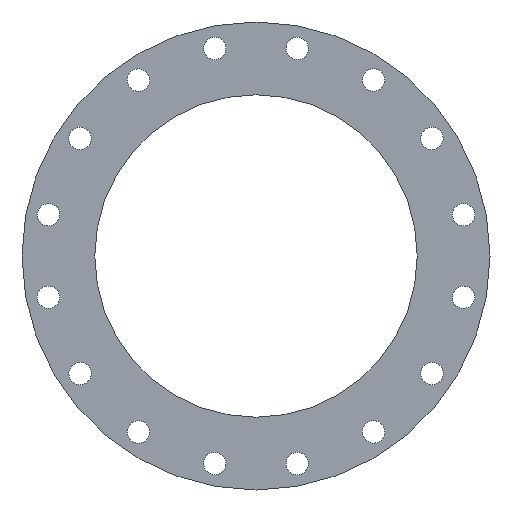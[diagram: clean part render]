
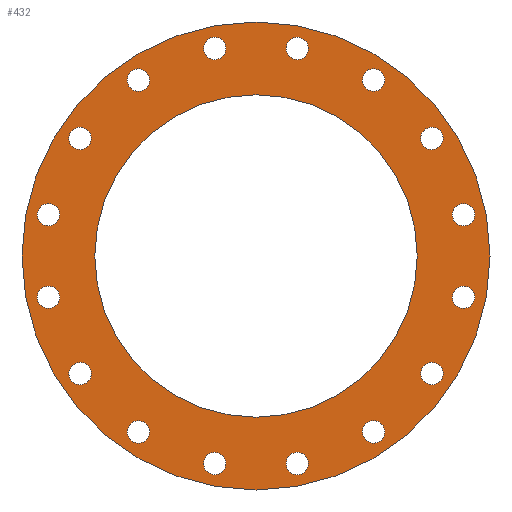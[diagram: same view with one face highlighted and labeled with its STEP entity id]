
A CAD part, front view. The second image highlights one B-rep face of the part: STEP entity #432.
In plain terms, the highlighted planar face has unit normal (0, -1, 0).
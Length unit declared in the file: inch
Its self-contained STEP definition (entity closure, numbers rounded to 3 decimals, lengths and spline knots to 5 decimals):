
#32=FACE_BOUND('',#108,.T.);
#33=FACE_BOUND('',#109,.T.);
#34=FACE_BOUND('',#110,.T.);
#35=FACE_BOUND('',#111,.T.);
#36=FACE_BOUND('',#112,.T.);
#37=FACE_BOUND('',#113,.T.);
#38=FACE_BOUND('',#114,.T.);
#39=FACE_BOUND('',#115,.T.);
#40=FACE_BOUND('',#116,.T.);
#41=FACE_BOUND('',#117,.T.);
#42=FACE_BOUND('',#118,.T.);
#43=FACE_BOUND('',#119,.T.);
#44=FACE_BOUND('',#120,.T.);
#45=FACE_BOUND('',#121,.T.);
#46=FACE_BOUND('',#122,.T.);
#47=FACE_BOUND('',#123,.T.);
#48=FACE_BOUND('',#124,.T.);
#50=PLANE('',#510);
#70=FACE_OUTER_BOUND('',#107,.T.);
#107=EDGE_LOOP('',(#377));
#108=EDGE_LOOP('',(#378));
#109=EDGE_LOOP('',(#379));
#110=EDGE_LOOP('',(#380));
#111=EDGE_LOOP('',(#381));
#112=EDGE_LOOP('',(#382));
#113=EDGE_LOOP('',(#383));
#114=EDGE_LOOP('',(#384));
#115=EDGE_LOOP('',(#385));
#116=EDGE_LOOP('',(#386));
#117=EDGE_LOOP('',(#387));
#118=EDGE_LOOP('',(#388));
#119=EDGE_LOOP('',(#389));
#120=EDGE_LOOP('',(#390));
#121=EDGE_LOOP('',(#391));
#122=EDGE_LOOP('',(#392));
#123=EDGE_LOOP('',(#393));
#124=EDGE_LOOP('',(#394));
#161=CIRCLE('',#456,0.5625);
#163=CIRCLE('',#459,0.5625);
#165=CIRCLE('',#462,0.5625);
#167=CIRCLE('',#465,0.5625);
#169=CIRCLE('',#468,0.5625);
#171=CIRCLE('',#471,0.5625);
#173=CIRCLE('',#474,0.5625);
#175=CIRCLE('',#477,0.5625);
#177=CIRCLE('',#480,0.5625);
#179=CIRCLE('',#483,0.5625);
#181=CIRCLE('',#486,0.5625);
#183=CIRCLE('',#489,0.5625);
#185=CIRCLE('',#492,0.5625);
#187=CIRCLE('',#495,0.5625);
#189=CIRCLE('',#498,0.5625);
#191=CIRCLE('',#501,0.5625);
#194=CIRCLE('',#505,8.095);
#196=CIRCLE('',#508,11.75);
#197=VERTEX_POINT('',#645);
#199=VERTEX_POINT('',#651);
#201=VERTEX_POINT('',#657);
#203=VERTEX_POINT('',#663);
#205=VERTEX_POINT('',#669);
#207=VERTEX_POINT('',#675);
#209=VERTEX_POINT('',#681);
#211=VERTEX_POINT('',#687);
#213=VERTEX_POINT('',#693);
#215=VERTEX_POINT('',#699);
#217=VERTEX_POINT('',#705);
#219=VERTEX_POINT('',#711);
#221=VERTEX_POINT('',#717);
#223=VERTEX_POINT('',#723);
#225=VERTEX_POINT('',#729);
#227=VERTEX_POINT('',#735);
#230=VERTEX_POINT('',#743);
#232=VERTEX_POINT('',#749);
#233=EDGE_CURVE('',#197,#197,#161,.T.);
#236=EDGE_CURVE('',#199,#199,#163,.T.);
#239=EDGE_CURVE('',#201,#201,#165,.T.);
#242=EDGE_CURVE('',#203,#203,#167,.T.);
#245=EDGE_CURVE('',#205,#205,#169,.T.);
#248=EDGE_CURVE('',#207,#207,#171,.T.);
#251=EDGE_CURVE('',#209,#209,#173,.T.);
#254=EDGE_CURVE('',#211,#211,#175,.T.);
#257=EDGE_CURVE('',#213,#213,#177,.T.);
#260=EDGE_CURVE('',#215,#215,#179,.T.);
#263=EDGE_CURVE('',#217,#217,#181,.T.);
#266=EDGE_CURVE('',#219,#219,#183,.T.);
#269=EDGE_CURVE('',#221,#221,#185,.T.);
#272=EDGE_CURVE('',#223,#223,#187,.T.);
#275=EDGE_CURVE('',#225,#225,#189,.T.);
#278=EDGE_CURVE('',#227,#227,#191,.T.);
#283=EDGE_CURVE('',#230,#230,#194,.T.);
#286=EDGE_CURVE('',#232,#232,#196,.T.);
#377=ORIENTED_EDGE('',*,*,#286,.F.);
#378=ORIENTED_EDGE('',*,*,#233,.T.);
#379=ORIENTED_EDGE('',*,*,#236,.T.);
#380=ORIENTED_EDGE('',*,*,#239,.T.);
#381=ORIENTED_EDGE('',*,*,#242,.T.);
#382=ORIENTED_EDGE('',*,*,#245,.T.);
#383=ORIENTED_EDGE('',*,*,#248,.T.);
#384=ORIENTED_EDGE('',*,*,#251,.T.);
#385=ORIENTED_EDGE('',*,*,#254,.T.);
#386=ORIENTED_EDGE('',*,*,#257,.T.);
#387=ORIENTED_EDGE('',*,*,#260,.T.);
#388=ORIENTED_EDGE('',*,*,#263,.T.);
#389=ORIENTED_EDGE('',*,*,#266,.T.);
#390=ORIENTED_EDGE('',*,*,#269,.T.);
#391=ORIENTED_EDGE('',*,*,#272,.T.);
#392=ORIENTED_EDGE('',*,*,#275,.T.);
#393=ORIENTED_EDGE('',*,*,#278,.T.);
#394=ORIENTED_EDGE('',*,*,#283,.F.);
#432=ADVANCED_FACE('',(#70,#32,#33,#34,#35,#36,#37,#38,#39,#40,#41,#42,
#43,#44,#45,#46,#47,#48),#50,.F.);
#456=AXIS2_PLACEMENT_3D('',#646,#515,#516);
#459=AXIS2_PLACEMENT_3D('',#652,#522,#523);
#462=AXIS2_PLACEMENT_3D('',#658,#529,#530);
#465=AXIS2_PLACEMENT_3D('',#664,#536,#537);
#468=AXIS2_PLACEMENT_3D('',#670,#543,#544);
#471=AXIS2_PLACEMENT_3D('',#676,#550,#551);
#474=AXIS2_PLACEMENT_3D('',#682,#557,#558);
#477=AXIS2_PLACEMENT_3D('',#688,#564,#565);
#480=AXIS2_PLACEMENT_3D('',#694,#571,#572);
#483=AXIS2_PLACEMENT_3D('',#700,#578,#579);
#486=AXIS2_PLACEMENT_3D('',#706,#585,#586);
#489=AXIS2_PLACEMENT_3D('',#712,#592,#593);
#492=AXIS2_PLACEMENT_3D('',#718,#599,#600);
#495=AXIS2_PLACEMENT_3D('',#724,#606,#607);
#498=AXIS2_PLACEMENT_3D('',#730,#613,#614);
#501=AXIS2_PLACEMENT_3D('',#736,#620,#621);
#505=AXIS2_PLACEMENT_3D('',#745,#630,#631);
#508=AXIS2_PLACEMENT_3D('',#751,#637,#638);
#510=AXIS2_PLACEMENT_3D('',#753,#641,#642);
#515=DIRECTION('center_axis',(0.,1.,0.));
#516=DIRECTION('ref_axis',(-0.924,0.,-0.383));
#522=DIRECTION('center_axis',(0.,1.,0.));
#523=DIRECTION('ref_axis',(-0.707,0.,-0.707));
#529=DIRECTION('center_axis',(0.,1.,0.));
#530=DIRECTION('ref_axis',(-0.383,0.,-0.924));
#536=DIRECTION('center_axis',(0.,1.,0.));
#537=DIRECTION('ref_axis',(0.,0.,-1.));
#543=DIRECTION('center_axis',(0.,1.,0.));
#544=DIRECTION('ref_axis',(0.383,0.,-0.924));
#550=DIRECTION('center_axis',(0.,1.,0.));
#551=DIRECTION('ref_axis',(0.707,0.,-0.707));
#557=DIRECTION('center_axis',(0.,1.,0.));
#558=DIRECTION('ref_axis',(0.924,0.,-0.383));
#564=DIRECTION('center_axis',(0.,1.,0.));
#565=DIRECTION('ref_axis',(1.,0.,0.));
#571=DIRECTION('center_axis',(0.,1.,0.));
#572=DIRECTION('ref_axis',(0.924,0.,0.383));
#578=DIRECTION('center_axis',(0.,1.,0.));
#579=DIRECTION('ref_axis',(0.707,0.,0.707));
#585=DIRECTION('center_axis',(0.,1.,0.));
#586=DIRECTION('ref_axis',(0.383,0.,0.924));
#592=DIRECTION('center_axis',(0.,1.,0.));
#593=DIRECTION('ref_axis',(0.,0.,1.));
#599=DIRECTION('center_axis',(0.,1.,0.));
#600=DIRECTION('ref_axis',(-0.383,0.,0.924));
#606=DIRECTION('center_axis',(0.,1.,0.));
#607=DIRECTION('ref_axis',(-0.707,0.,0.707));
#613=DIRECTION('center_axis',(0.,1.,0.));
#614=DIRECTION('ref_axis',(-0.924,0.,0.383));
#620=DIRECTION('center_axis',(0.,1.,0.));
#621=DIRECTION('ref_axis',(-1.,0.,0.));
#630=DIRECTION('center_axis',(0.,-1.,0.));
#631=DIRECTION('ref_axis',(1.,0.,0.));
#637=DIRECTION('center_axis',(0.,1.,0.));
#638=DIRECTION('ref_axis',(-1.,0.,0.));
#641=DIRECTION('center_axis',(0.,1.,0.));
#642=DIRECTION('ref_axis',(0.,0.,1.));
#645=CARTESIAN_POINT('',(6.42262,0.,-8.61911));
#646=CARTESIAN_POINT('Origin',(5.90293,0.,-8.83436));
#651=CARTESIAN_POINT('',(9.23211,0.,-5.50519));
#652=CARTESIAN_POINT('Origin',(8.83436,0.,-5.90293));
#657=CARTESIAN_POINT('',(10.6361,0.,-1.55315));
#658=CARTESIAN_POINT('Origin',(10.42084,0.,-2.07283));
#663=CARTESIAN_POINT('',(10.42084,0.,2.63533));
#664=CARTESIAN_POINT('Origin',(10.42084,0.,2.07283));
#669=CARTESIAN_POINT('',(8.61911,0.,6.42262));
#670=CARTESIAN_POINT('Origin',(8.83436,0.,5.90293));
#675=CARTESIAN_POINT('',(5.50519,0.,9.23211));
#676=CARTESIAN_POINT('Origin',(5.90293,0.,8.83436));
#681=CARTESIAN_POINT('',(1.55315,0.,10.6361));
#682=CARTESIAN_POINT('Origin',(2.07283,0.,10.42084));
#687=CARTESIAN_POINT('',(-2.63533,0.,10.42084));
#688=CARTESIAN_POINT('Origin',(-2.07283,0.,10.42084));
#693=CARTESIAN_POINT('',(-6.42262,0.,8.61911));
#694=CARTESIAN_POINT('Origin',(-5.90293,0.,8.83436));
#699=CARTESIAN_POINT('',(-9.23211,0.,5.50519));
#700=CARTESIAN_POINT('Origin',(-8.83436,0.,5.90293));
#705=CARTESIAN_POINT('',(-10.6361,0.,1.55315));
#706=CARTESIAN_POINT('Origin',(-10.42084,0.,2.07283));
#711=CARTESIAN_POINT('',(-10.42084,0.,-2.63533));
#712=CARTESIAN_POINT('Origin',(-10.42084,0.,-2.07283));
#717=CARTESIAN_POINT('',(-8.61911,0.,-6.42262));
#718=CARTESIAN_POINT('Origin',(-8.83436,0.,-5.90293));
#723=CARTESIAN_POINT('',(-5.50519,0.,-9.23211));
#724=CARTESIAN_POINT('Origin',(-5.90293,0.,-8.83436));
#729=CARTESIAN_POINT('',(-1.55315,0.,-10.6361));
#730=CARTESIAN_POINT('Origin',(-2.07283,0.,-10.42084));
#735=CARTESIAN_POINT('',(2.63533,0.,-10.42084));
#736=CARTESIAN_POINT('Origin',(2.07283,0.,-10.42084));
#743=CARTESIAN_POINT('',(-8.095,0.,0.));
#745=CARTESIAN_POINT('Origin',(0.,0.,0.));
#749=CARTESIAN_POINT('',(11.75,0.,0.));
#751=CARTESIAN_POINT('Origin',(0.,0.,0.));
#753=CARTESIAN_POINT('Origin',(0.,0.,0.));
